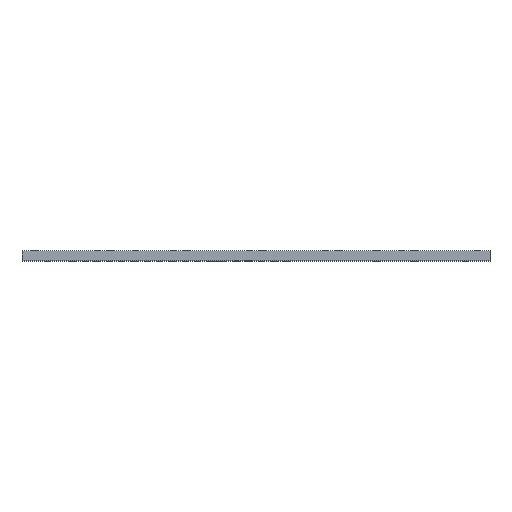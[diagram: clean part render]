
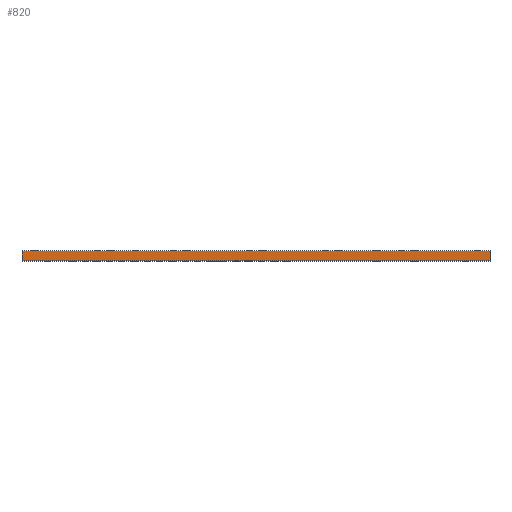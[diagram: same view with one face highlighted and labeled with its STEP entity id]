
A CAD part, top view. The second image highlights one B-rep face of the part: STEP entity #820.
In plain terms, the highlighted planar face has unit normal (0, 0, 1).
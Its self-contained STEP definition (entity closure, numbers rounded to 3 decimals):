
#127 = EDGE_CURVE ( 'NONE', #6551, #421, #3226, .T. ) ;
#421 = VERTEX_POINT ( 'NONE', #6407 ) ;
#528 = LINE ( 'NONE', #2785, #2407 ) ;
#566 = DIRECTION ( 'NONE',  ( 1., 0., 0. ) ) ;
#763 = CARTESIAN_POINT ( 'NONE',  ( 0., 2., 0. ) ) ;
#820 = ADVANCED_FACE ( 'NONE', ( #2348 ), #1098, .F. ) ;
#903 = ORIENTED_EDGE ( 'NONE', *, *, #1571, .F. ) ;
#1098 = PLANE ( 'NONE',  #6746 ) ;
#1341 = EDGE_CURVE ( 'NONE', #4213, #5288, #528, .T. ) ;
#1429 = ORIENTED_EDGE ( 'NONE', *, *, #127, .T. ) ;
#1571 = EDGE_CURVE ( 'NONE', #5288, #421, #5153, .T. ) ;
#1905 = VECTOR ( 'NONE', #6431, 1000. ) ;
#2348 = FACE_OUTER_BOUND ( 'NONE', #5120, .T. ) ;
#2407 = VECTOR ( 'NONE', #566, 1000. ) ;
#2529 = CARTESIAN_POINT ( 'NONE',  ( 0., 0., 0. ) ) ;
#2589 = ORIENTED_EDGE ( 'NONE', *, *, #7109, .T. ) ;
#2785 = CARTESIAN_POINT ( 'NONE',  ( 0., 2., 0. ) ) ;
#3093 = VECTOR ( 'NONE', #6529, 1000. ) ;
#3226 = LINE ( 'NONE', #2529, #3093 ) ;
#3340 = CARTESIAN_POINT ( 'NONE',  ( 0., 2., 0. ) ) ;
#3645 = CARTESIAN_POINT ( 'NONE',  ( 0., 2., 0. ) ) ;
#4213 = VERTEX_POINT ( 'NONE', #763 ) ;
#4218 = CARTESIAN_POINT ( 'NONE',  ( 93.98, 2., 0. ) ) ;
#4275 = ORIENTED_EDGE ( 'NONE', *, *, #1341, .F. ) ;
#4348 = LINE ( 'NONE', #3645, #1905 ) ;
#4492 = CARTESIAN_POINT ( 'NONE',  ( 93.98, 2., 0. ) ) ;
#5120 = EDGE_LOOP ( 'NONE', ( #1429, #903, #4275, #2589 ) ) ;
#5153 = LINE ( 'NONE', #4492, #6295 ) ;
#5288 = VERTEX_POINT ( 'NONE', #4218 ) ;
#5316 = CARTESIAN_POINT ( 'NONE',  ( 0., 0., 0. ) ) ;
#5670 = DIRECTION ( 'NONE',  ( 0., -1., 0. ) ) ;
#6208 = DIRECTION ( 'NONE',  ( 0., 0., -1. ) ) ;
#6295 = VECTOR ( 'NONE', #5670, 1000. ) ;
#6407 = CARTESIAN_POINT ( 'NONE',  ( 93.98, 0., 0. ) ) ;
#6431 = DIRECTION ( 'NONE',  ( 0., -1., 0. ) ) ;
#6529 = DIRECTION ( 'NONE',  ( 1., 0., 0. ) ) ;
#6551 = VERTEX_POINT ( 'NONE', #5316 ) ;
#6746 = AXIS2_PLACEMENT_3D ( 'NONE', #3340, #6208, #6838 ) ;
#6838 = DIRECTION ( 'NONE',  ( -1., 0., 0. ) ) ;
#7109 = EDGE_CURVE ( 'NONE', #4213, #6551, #4348, .T. ) ;
